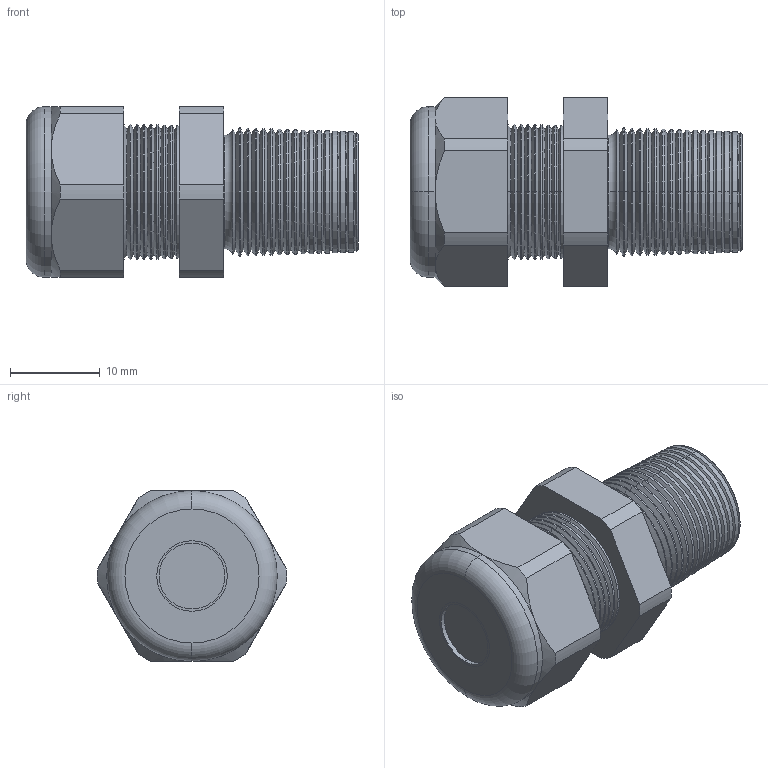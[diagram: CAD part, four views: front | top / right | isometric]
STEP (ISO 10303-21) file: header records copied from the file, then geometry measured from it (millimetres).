
FILE_DESCRIPTION (( 'STEP AP203' ), '1' );
FILE_NAME ('CD09NP-BK.STEP', '2008-06-20T21:14:02', ( 'BSI05' ), ( 'BAYSTATE' ), 'SwSTEP 2.0', 'SolidWorks 2007', '' );
FILE_SCHEMA (( 'CONFIG_CONTROL_DESIGN' ));
Length unit declared in the file: inch
Products named in the file (1): CD09NP-BK
Bounding box: 37.08 x 21.14 x 19.05 mm (x, y, z)
Volume: 6070.4 mm3; surface area: 4488.5 mm2
Topology: 2 solids, 2 shells, 198 faces, 414 edges, 224 vertices
Faces by surface type: cone 152, cylinder 20, plane 20, torus 6
Entity records: 5285 total; most frequent: DIRECTION 1006, CARTESIAN_POINT 909, ORIENTED_EDGE 828, EDGE_CURVE 414, AXIS2_PLACEMENT_3D 405, VERTEX_POINT 224, CIRCLE 206, EDGE_LOOP 204
